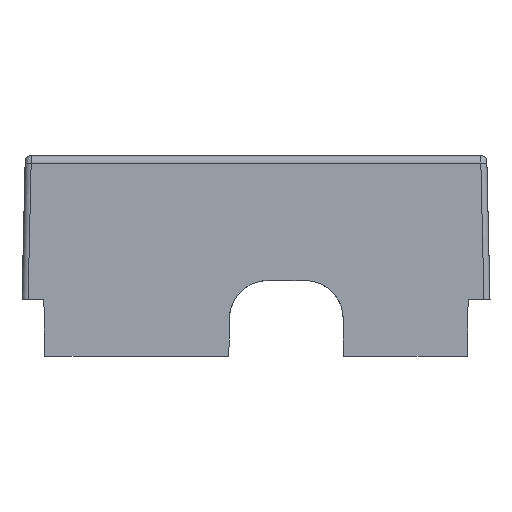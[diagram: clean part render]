
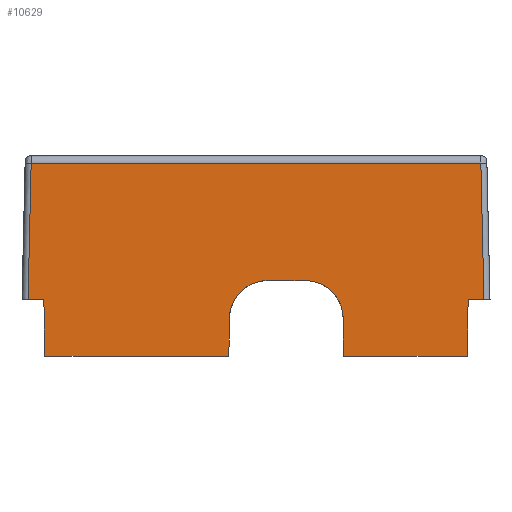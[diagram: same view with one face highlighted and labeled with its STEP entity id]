
A CAD part, front view. The second image highlights one B-rep face of the part: STEP entity #10629.
In plain terms, the highlighted planar face has unit normal (0, -1, 0.014).
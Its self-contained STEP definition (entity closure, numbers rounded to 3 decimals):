
#326 = LINE ( 'NONE', #10542, #15879 ) ;
#390 = AXIS2_PLACEMENT_3D ( 'NONE', #6968, #10013, #7204 ) ;
#398 = VERTEX_POINT ( 'NONE', #3183 ) ;
#675 = VECTOR ( 'NONE', #16776, 1000. ) ;
#719 = VERTEX_POINT ( 'NONE', #10433 ) ;
#721 = VECTOR ( 'NONE', #2930, 1000. ) ;
#758 = CARTESIAN_POINT ( 'NONE',  ( 9.429, -47.202, 2.5 ) ) ;
#954 = CARTESIAN_POINT ( 'NONE',  ( 11.5, -47.231, 0.429 ) ) ;
#1103 = EDGE_CURVE ( 'NONE', #398, #2526, #13811, .T. ) ;
#1180 = DIRECTION ( 'NONE',  ( -0.023, 0.014, 1. ) ) ;
#1320 = CARTESIAN_POINT ( 'NONE',  ( 30.086, -47.237, 0. ) ) ;
#1473 = DIRECTION ( 'NONE',  ( 0.017, 0.014, 1. ) ) ;
#1511 = ORIENTED_EDGE ( 'NONE', *, *, #17425, .T. ) ;
#1647 = CARTESIAN_POINT ( 'NONE',  ( 6.5, -47.202, 2.5 ) ) ;
#2028 = CARTESIAN_POINT ( 'NONE',  ( -3.5, -47.231, 0.429 ) ) ;
#2033 = DIRECTION ( 'NONE',  ( 0.017, 0.014, 1. ) ) ;
#2221 = VECTOR ( 'NONE', #14851, 1000. ) ;
#2298 = VECTOR ( 'NONE', #9180, 1000. ) ;
#2353 = CARTESIAN_POINT ( 'NONE',  ( -3.5, -47.272, -2.5 ) ) ;
#2526 = VERTEX_POINT ( 'NONE', #8012 ) ;
#2612 = ORIENTED_EDGE ( 'NONE', *, *, #1103, .F. ) ;
#2647 = CARTESIAN_POINT ( 'NONE',  ( 30.086, -47.237, 0. ) ) ;
#2727 = CARTESIAN_POINT ( 'NONE',  ( 0., -47.237, 0. ) ) ;
#2925 = PLANE ( 'NONE',  #390 ) ;
#2930 = DIRECTION ( 'NONE',  ( 1., 0., 0. ) ) ;
#3183 = CARTESIAN_POINT ( 'NONE',  ( -29.677, -46.986, 18.014 ) ) ;
#3265 = EDGE_CURVE ( 'NONE', #7315, #17293, #13312, .T. ) ;
#3492 = CARTESIAN_POINT ( 'NONE',  ( 11.5, -47.272, -2.5 ) ) ;
#3623 = CARTESIAN_POINT ( 'NONE',  ( -28., -47.237, 0. ) ) ;
#3644 = LINE ( 'NONE', #10096, #12857 ) ;
#3688 = EDGE_CURVE ( 'NONE', #18233, #13037, #13299, .T. ) ;
#3925 = CARTESIAN_POINT ( 'NONE',  ( 11.5, -47.272, -2.5 ) ) ;
#4054 = VERTEX_POINT ( 'NONE', #13867 ) ;
#4163 = ORIENTED_EDGE ( 'NONE', *, *, #6235, .T. ) ;
#4342 = VECTOR ( 'NONE', #1180, 1000. ) ;
#4411 = DIRECTION ( 'NONE',  ( 1., 0., 0. ) ) ;
#4563 = VECTOR ( 'NONE', #2033, 1000. ) ;
#4606 = LINE ( 'NONE', #13138, #2298 ) ;
#4864 = DIRECTION ( 'NONE',  ( -0.023, -0.014, -1. ) ) ;
#4907 = LINE ( 'NONE', #9067, #14163 ) ;
#4934 = EDGE_CURVE ( 'NONE', #14092, #18233, #18486, .T. ) ;
#4956 = CARTESIAN_POINT ( 'NONE',  ( 1.5, -47.202, 2.5 ) ) ;
#5137 = CARTESIAN_POINT ( 'NONE',  ( 0., -47.342, -7.5 ) ) ;
#5242 = LINE ( 'NONE', #2727, #721 ) ;
#5256 = FACE_OUTER_BOUND ( 'NONE', #16196, .T. ) ;
#5685 = LINE ( 'NONE', #2647, #4342 ) ;
#5796 = VECTOR ( 'NONE', #13746, 1000. ) ;
#6214 = ORIENTED_EDGE ( 'NONE', *, *, #12116, .T. ) ;
#6235 = EDGE_CURVE ( 'NONE', #9945, #12537, #10526, .T. ) ;
#6543 = DIRECTION ( 'NONE',  ( 1., 0., 0. ) ) ;
#6746 = CARTESIAN_POINT ( 'NONE',  ( 0., -47.202, 2.5 ) ) ;
#6968 = CARTESIAN_POINT ( 'NONE',  ( 0., -47., 17. ) ) ;
#7079 = VECTOR ( 'NONE', #4411, 1000. ) ;
#7197 = CARTESIAN_POINT ( 'NONE',  ( 1.5, -47.202, 2.5 ) ) ;
#7204 = DIRECTION ( 'NONE',  ( 0., -0.014, -1. ) ) ;
#7315 = VERTEX_POINT ( 'NONE', #17355 ) ;
#8012 = CARTESIAN_POINT ( 'NONE',  ( 29.677, -46.986, 18.014 ) ) ;
#8095 = DIRECTION ( 'NONE',  ( 1., 0., 0. ) ) ;
#8311 =( BOUNDED_CURVE ( )  B_SPLINE_CURVE ( 3, ( #12050, #2028, #9037, #4956 ),
 .UNSPECIFIED., .F., .F. ) 
 B_SPLINE_CURVE_WITH_KNOTS ( ( 4, 4 ),
 ( 4.712, 6.283 ),
 .UNSPECIFIED. ) 
 CURVE ( )  GEOMETRIC_REPRESENTATION_ITEM ( )  RATIONAL_B_SPLINE_CURVE ( ( 1., 0.805, 0.805, 1. ) ) 
 REPRESENTATION_ITEM ( '' )  );
#8896 = ORIENTED_EDGE ( 'NONE', *, *, #4934, .T. ) ;
#8935 = CARTESIAN_POINT ( 'NONE',  ( 11.5, -47.272, -2.5 ) ) ;
#9037 = CARTESIAN_POINT ( 'NONE',  ( -1.429, -47.202, 2.5 ) ) ;
#9067 = CARTESIAN_POINT ( 'NONE',  ( -29.677, -46.986, 18.014 ) ) ;
#9180 = DIRECTION ( 'NONE',  ( 1., 0., 0. ) ) ;
#9359 = ORIENTED_EDGE ( 'NONE', *, *, #13276, .T. ) ;
#9488 = EDGE_CURVE ( 'NONE', #17293, #16907, #8311, .T. ) ;
#9546 = CARTESIAN_POINT ( 'NONE',  ( 6.5, -47.202, 2.5 ) ) ;
#9945 = VERTEX_POINT ( 'NONE', #18451 ) ;
#10013 = DIRECTION ( 'NONE',  ( 0., -1., 0.014 ) ) ;
#10096 = CARTESIAN_POINT ( 'NONE',  ( 27.869, -47.342, -7.5 ) ) ;
#10119 = CARTESIAN_POINT ( 'NONE',  ( 0., -46.986, 18.014 ) ) ;
#10347 =( BOUNDED_CURVE ( )  B_SPLINE_CURVE ( 3, ( #1647, #758, #954, #3925 ),
 .UNSPECIFIED., .F., .T. ) 
 B_SPLINE_CURVE_WITH_KNOTS ( ( 4, 4 ),
 ( 0., 1.571 ),
 .UNSPECIFIED. ) 
 CURVE ( )  GEOMETRIC_REPRESENTATION_ITEM ( )  RATIONAL_B_SPLINE_CURVE ( ( 1., 0.805, 0.805, 1. ) ) 
 REPRESENTATION_ITEM ( '' )  );
#10433 = CARTESIAN_POINT ( 'NONE',  ( -30.086, -47.237, 0. ) ) ;
#10526 = LINE ( 'NONE', #3623, #5796 ) ;
#10542 = CARTESIAN_POINT ( 'NONE',  ( 0., -47.237, 0. ) ) ;
#10629 = ADVANCED_FACE ( 'NONE', ( #5256 ), #2925, .T. ) ;
#12050 = CARTESIAN_POINT ( 'NONE',  ( -3.5, -47.272, -2.5 ) ) ;
#12116 = EDGE_CURVE ( 'NONE', #12537, #7315, #4606, .T. ) ;
#12256 = ORIENTED_EDGE ( 'NONE', *, *, #14967, .T. ) ;
#12263 = EDGE_CURVE ( 'NONE', #719, #9945, #5242, .T. ) ;
#12443 = ORIENTED_EDGE ( 'NONE', *, *, #3265, .T. ) ;
#12537 = VERTEX_POINT ( 'NONE', #15307 ) ;
#12857 = VECTOR ( 'NONE', #1473, 1000. ) ;
#12991 = EDGE_CURVE ( 'NONE', #17006, #2526, #5685, .T. ) ;
#13037 = VERTEX_POINT ( 'NONE', #14188 ) ;
#13138 = CARTESIAN_POINT ( 'NONE',  ( 0., -47.342, -7.5 ) ) ;
#13202 = ORIENTED_EDGE ( 'NONE', *, *, #15881, .T. ) ;
#13276 = EDGE_CURVE ( 'NONE', #13037, #4054, #3644, .T. ) ;
#13299 = LINE ( 'NONE', #5137, #14224 ) ;
#13312 = LINE ( 'NONE', #13508, #4563 ) ;
#13508 = CARTESIAN_POINT ( 'NONE',  ( -3.587, -47.342, -7.5 ) ) ;
#13746 = DIRECTION ( 'NONE',  ( 0.017, -0.014, -1. ) ) ;
#13764 = EDGE_CURVE ( 'NONE', #16907, #15950, #17134, .T. ) ;
#13811 = LINE ( 'NONE', #10119, #7079 ) ;
#13867 = CARTESIAN_POINT ( 'NONE',  ( 28., -47.237, 0. ) ) ;
#14092 = VERTEX_POINT ( 'NONE', #3492 ) ;
#14145 = ORIENTED_EDGE ( 'NONE', *, *, #12263, .T. ) ;
#14163 = VECTOR ( 'NONE', #4864, 1000. ) ;
#14188 = CARTESIAN_POINT ( 'NONE',  ( 27.869, -47.342, -7.5 ) ) ;
#14224 = VECTOR ( 'NONE', #8095, 1000. ) ;
#14851 = DIRECTION ( 'NONE',  ( 0.017, -0.014, -1. ) ) ;
#14923 = ORIENTED_EDGE ( 'NONE', *, *, #9488, .T. ) ;
#14967 = EDGE_CURVE ( 'NONE', #15950, #14092, #10347, .T. ) ;
#15307 = CARTESIAN_POINT ( 'NONE',  ( -27.869, -47.342, -7.5 ) ) ;
#15879 = VECTOR ( 'NONE', #6543, 1000. ) ;
#15881 = EDGE_CURVE ( 'NONE', #398, #719, #4907, .T. ) ;
#15950 = VERTEX_POINT ( 'NONE', #9546 ) ;
#16049 = CARTESIAN_POINT ( 'NONE',  ( 11.587, -47.342, -7.5 ) ) ;
#16196 = EDGE_LOOP ( 'NONE', ( #14923, #17927, #12256, #8896, #18244, #9359, #1511, #18200, #2612, #13202, #14145, #4163, #6214, #12443 ) ) ;
#16776 = DIRECTION ( 'NONE',  ( 1., 0., 0. ) ) ;
#16907 = VERTEX_POINT ( 'NONE', #7197 ) ;
#17006 = VERTEX_POINT ( 'NONE', #1320 ) ;
#17134 = LINE ( 'NONE', #6746, #675 ) ;
#17293 = VERTEX_POINT ( 'NONE', #2353 ) ;
#17355 = CARTESIAN_POINT ( 'NONE',  ( -3.587, -47.342, -7.5 ) ) ;
#17425 = EDGE_CURVE ( 'NONE', #4054, #17006, #326, .T. ) ;
#17927 = ORIENTED_EDGE ( 'NONE', *, *, #13764, .T. ) ;
#18200 = ORIENTED_EDGE ( 'NONE', *, *, #12991, .T. ) ;
#18233 = VERTEX_POINT ( 'NONE', #16049 ) ;
#18244 = ORIENTED_EDGE ( 'NONE', *, *, #3688, .T. ) ;
#18451 = CARTESIAN_POINT ( 'NONE',  ( -28., -47.237, 0. ) ) ;
#18486 = LINE ( 'NONE', #8935, #2221 ) ;
